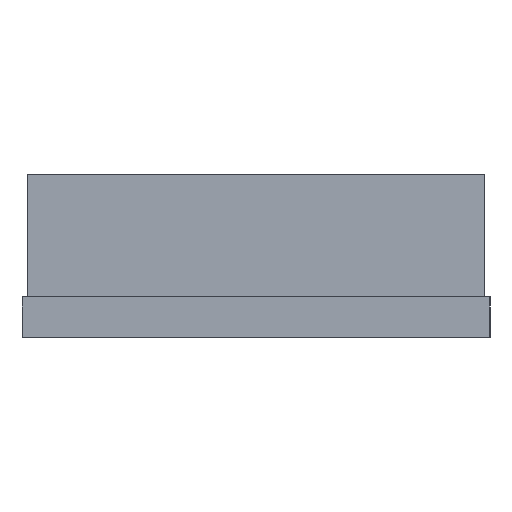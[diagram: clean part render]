
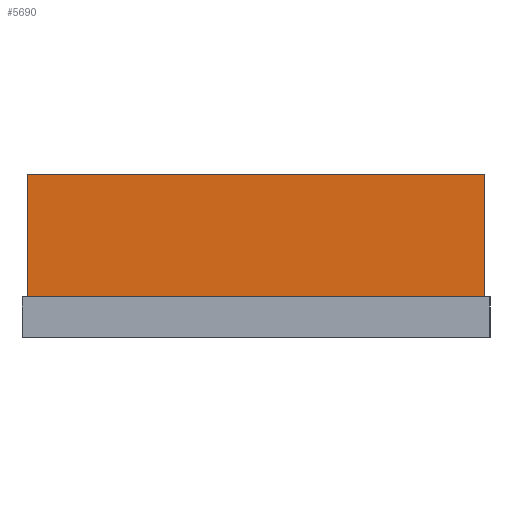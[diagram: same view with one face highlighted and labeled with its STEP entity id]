
A CAD part, left-side view. The second image highlights one B-rep face of the part: STEP entity #5690.
In plain terms, the highlighted planar face has unit normal (-1, 0, 0).
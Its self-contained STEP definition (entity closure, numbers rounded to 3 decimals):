
#3520=CARTESIAN_POINT('',(-31.4,8.4,0.));
#3530=DIRECTION('',(0.,0.,-1.));
#3540=VECTOR('',#3530,1.);
#3550=LINE('',#3520,#3540);
#3560=CARTESIAN_POINT('',(-31.4,8.4,6.));
#3570=VERTEX_POINT('',#3560);
#3580=CARTESIAN_POINT('',(-31.4,8.4,1.5));
#3590=VERTEX_POINT('',#3580);
#3600=EDGE_CURVE('',#3570,#3590,#3550,.T.);
#5390=CARTESIAN_POINT('',(-31.4,1.5,1.5));
#5400=DIRECTION('',(1.,-0.,0.));
#5410=DIRECTION('',(0.,0.,-1.));
#5420=AXIS2_PLACEMENT_3D('',#5390,#5400,#5410);
#5430=PLANE('',#5420);
#5440=CARTESIAN_POINT('',(-31.4,-8.4,0.));
#5450=DIRECTION('',(0.,0.,1.));
#5460=VECTOR('',#5450,1.);
#5470=LINE('',#5440,#5460);
#5480=CARTESIAN_POINT('',(-31.4,-8.4,1.5));
#5490=VERTEX_POINT('',#5480);
#5500=CARTESIAN_POINT('',(-31.4,-8.4,6.));
#5510=VERTEX_POINT('',#5500);
#5520=EDGE_CURVE('',#5490,#5510,#5470,.T.);
#5530=ORIENTED_EDGE('',*,*,#5520,.T.);
#5540=CARTESIAN_POINT('',(-31.4,1.5,1.5));
#5550=DIRECTION('',(0.,1.,0.));
#5560=VECTOR('',#5550,1.);
#5570=LINE('',#5540,#5560);
#5580=EDGE_CURVE('',#5490,#3590,#5570,.T.);
#5590=ORIENTED_EDGE('',*,*,#5580,.F.);
#5600=ORIENTED_EDGE('',*,*,#3600,.T.);
#5610=CARTESIAN_POINT('',(-31.4,0.,6.));
#5620=DIRECTION('',(0.,1.,0.));
#5630=VECTOR('',#5620,1.);
#5640=LINE('',#5610,#5630);
#5650=EDGE_CURVE('',#5510,#3570,#5640,.T.);
#5660=ORIENTED_EDGE('',*,*,#5650,.T.);
#5670=EDGE_LOOP('',(#5660,#5600,#5590,#5530));
#5680=FACE_OUTER_BOUND('',#5670,.T.);
#5690=ADVANCED_FACE('',(#5680),#5430,.F.);
